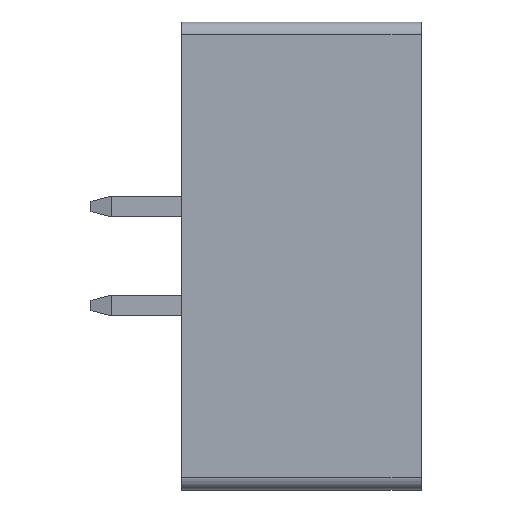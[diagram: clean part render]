
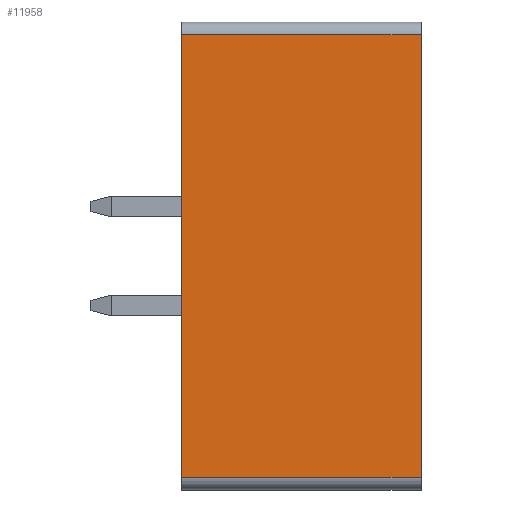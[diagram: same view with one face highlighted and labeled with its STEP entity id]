
A CAD part, left-side view. The second image highlights one B-rep face of the part: STEP entity #11958.
In plain terms, the highlighted planar face has unit normal (-1, 0, 0).
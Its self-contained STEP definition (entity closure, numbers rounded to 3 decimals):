
#129 = DIRECTION ( 'NONE',  ( 0., 0., 1. ) ) ;
#340 = VECTOR ( 'NONE', #6118, 1000. ) ;
#465 = AXIS2_PLACEMENT_3D ( 'NONE', #9138, #5681, #9627 ) ;
#477 = EDGE_CURVE ( 'NONE', #7686, #7160, #952, .T. ) ;
#724 = LINE ( 'NONE', #11149, #6839 ) ;
#866 = CARTESIAN_POINT ( 'NONE',  ( 3.5, 9., 14.22 ) ) ;
#889 = LINE ( 'NONE', #12286, #6156 ) ;
#952 = LINE ( 'NONE', #12042, #3934 ) ;
#1002 = VERTEX_POINT ( 'NONE', #866 ) ;
#1305 = EDGE_LOOP ( 'NONE', ( #3450, #3295, #1710, #1460 ) ) ;
#1460 = ORIENTED_EDGE ( 'NONE', *, *, #10119, .T. ) ;
#1492 = PLANE ( 'NONE',  #465 ) ;
#1710 = ORIENTED_EDGE ( 'NONE', *, *, #12007, .T. ) ;
#2679 = DIRECTION ( 'NONE',  ( 0., 1., 0. ) ) ;
#3295 = ORIENTED_EDGE ( 'NONE', *, *, #477, .F. ) ;
#3450 = ORIENTED_EDGE ( 'NONE', *, *, #6423, .T. ) ;
#3934 = VECTOR ( 'NONE', #2679, 1000. ) ;
#4332 = CARTESIAN_POINT ( 'NONE',  ( 3.5, 18.2, -2.79 ) ) ;
#5269 = LINE ( 'NONE', #5551, #340 ) ;
#5332 = FACE_OUTER_BOUND ( 'NONE', #1305, .T. ) ;
#5551 = CARTESIAN_POINT ( 'NONE',  ( 3.5, 18.2, 14.22 ) ) ;
#5681 = DIRECTION ( 'NONE',  ( -1., 0., 0. ) ) ;
#6118 = DIRECTION ( 'NONE',  ( 0., 1., 0. ) ) ;
#6156 = VECTOR ( 'NONE', #129, 1000. ) ;
#6423 = EDGE_CURVE ( 'NONE', #9771, #7160, #724, .T. ) ;
#6839 = VECTOR ( 'NONE', #8341, 1000. ) ;
#7160 = VERTEX_POINT ( 'NONE', #4332 ) ;
#7686 = VERTEX_POINT ( 'NONE', #12244 ) ;
#8341 = DIRECTION ( 'NONE',  ( 0., 0., -1. ) ) ;
#9138 = CARTESIAN_POINT ( 'NONE',  ( 3.5, 18.2, -9.92 ) ) ;
#9627 = DIRECTION ( 'NONE',  ( 0., 0., 1. ) ) ;
#9771 = VERTEX_POINT ( 'NONE', #11993 ) ;
#10119 = EDGE_CURVE ( 'NONE', #1002, #9771, #5269, .T. ) ;
#11149 = CARTESIAN_POINT ( 'NONE',  ( 3.5, 18.2, -9.92 ) ) ;
#11958 = ADVANCED_FACE ( 'NONE', ( #5332 ), #1492, .T. ) ;
#11993 = CARTESIAN_POINT ( 'NONE',  ( 3.5, 18.2, 14.22 ) ) ;
#12007 = EDGE_CURVE ( 'NONE', #7686, #1002, #889, .T. ) ;
#12042 = CARTESIAN_POINT ( 'NONE',  ( 3.5, 18.2, -2.79 ) ) ;
#12244 = CARTESIAN_POINT ( 'NONE',  ( 3.5, 9., -2.79 ) ) ;
#12286 = CARTESIAN_POINT ( 'NONE',  ( 3.5, 9., -9.92 ) ) ;
